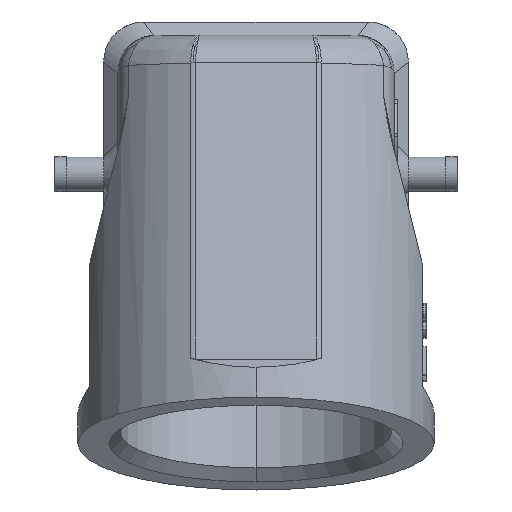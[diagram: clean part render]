
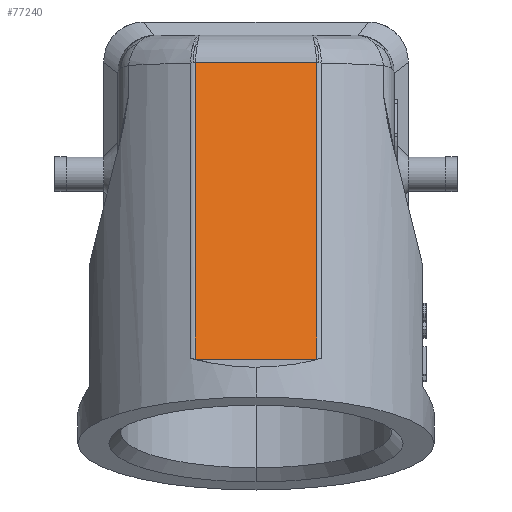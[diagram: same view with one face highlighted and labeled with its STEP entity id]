
A CAD part, top view. The second image highlights one B-rep face of the part: STEP entity #77240.
In plain terms, the highlighted planar face has unit normal (0, 0.259, 0.966).
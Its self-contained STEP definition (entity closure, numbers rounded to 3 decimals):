
#17150=CARTESIAN_POINT('',(5.292,40.914,
59.285));
#17160=VERTEX_POINT('',#17150);
#17190=CARTESIAN_POINT('',(0.,40.914,59.285));
#17200=DIRECTION('',(1.,0.,0.));
#17210=VECTOR('',#17200,1.);
#17220=LINE('',#17190,#17210);
#17230=CARTESIAN_POINT('',(-5.292,40.914,
59.285));
#17240=VERTEX_POINT('',#17230);
#17250=EDGE_CURVE('',#17240,#17160,#17220,.T.);
#40660=CARTESIAN_POINT('',(5.292,15.112,
66.198));
#40670=VERTEX_POINT('',#40660);
#40780=CARTESIAN_POINT('',(-5.292,15.112,
66.198));
#40790=VERTEX_POINT('',#40780);
#40820=CARTESIAN_POINT('',(0.,15.112,66.198));
#40830=DIRECTION('',(-1.,0.,0.));
#40840=VECTOR('',#40830,1.);
#40850=LINE('',#40820,#40840);
#40860=EDGE_CURVE('',#40670,#40790,#40850,.T.);
#77030=CARTESIAN_POINT('',(-14.5,11.539,67.156));
#77040=DIRECTION('',(-0.,-0.259,-0.966));
#77050=DIRECTION('',(-1.,0.,0.));
#77060=AXIS2_PLACEMENT_3D('',#77030,#77040,#77050);
#77070=PLANE('',#77060);
#77080=ORIENTED_EDGE('',*,*,#17250,.F.);
#77090=CARTESIAN_POINT('',(5.292,24.096,
63.791));
#77100=DIRECTION('',(0.,-0.966,0.259));
#77110=VECTOR('',#77100,1.);
#77120=LINE('',#77090,#77110);
#77130=EDGE_CURVE('',#17160,#40670,#77120,.T.);
#77140=ORIENTED_EDGE('',*,*,#77130,.F.);
#77150=ORIENTED_EDGE('',*,*,#40860,.F.);
#77160=CARTESIAN_POINT('',(-5.292,24.096,
63.791));
#77170=DIRECTION('',(0.,-0.966,0.259));
#77180=VECTOR('',#77170,1.);
#77190=LINE('',#77160,#77180);
#77200=EDGE_CURVE('',#17240,#40790,#77190,.T.);
#77210=ORIENTED_EDGE('',*,*,#77200,.T.);
#77220=EDGE_LOOP('',(#77210,#77150,#77140,#77080));
#77230=FACE_OUTER_BOUND('',#77220,.T.);
#77240=ADVANCED_FACE('',(#77230),#77070,.F.);
